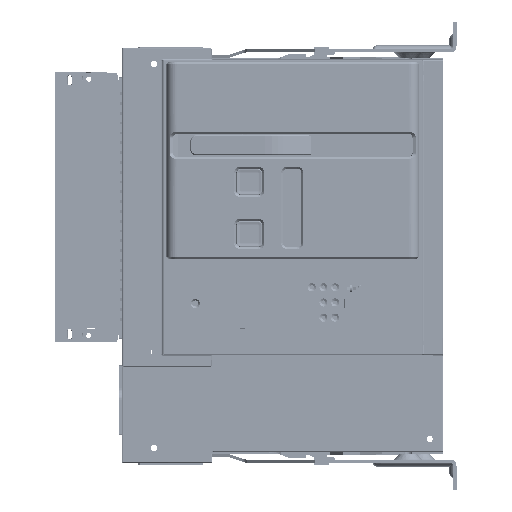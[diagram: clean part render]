
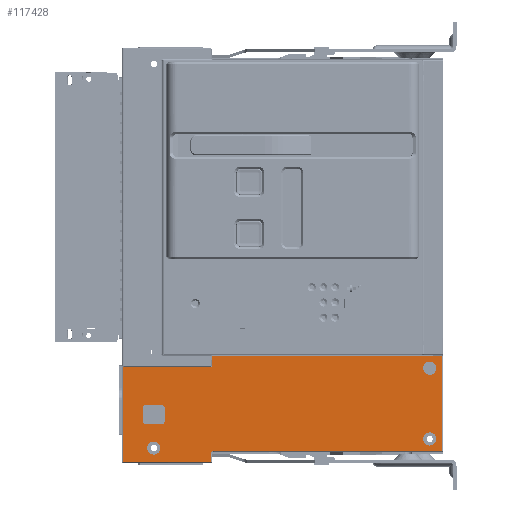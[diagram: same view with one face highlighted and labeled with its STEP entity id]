
A CAD part, left-side view. The second image highlights one B-rep face of the part: STEP entity #117428.
In plain terms, the highlighted planar face has unit normal (-1, 0, 0).
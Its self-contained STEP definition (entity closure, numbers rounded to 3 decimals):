
#7983=DIRECTION('',(0.,0.,-1.));
#7984=VECTOR('',#7983,94.);
#7985=CARTESIAN_POINT('',(-235.,317.,-14.5));
#7986=LINE('',#7985,#7984);
#8004=DIRECTION('',(0.,1.,0.));
#8005=VECTOR('',#8004,88.);
#8006=CARTESIAN_POINT('',(-235.,229.,-14.5));
#8007=LINE('',#8006,#8005);
#8068=DIRECTION('',(0.,1.,0.));
#8069=VECTOR('',#8068,227.);
#8070=CARTESIAN_POINT('',(-235.,1.,-3.5));
#8071=LINE('',#8070,#8069);
#27163=CARTESIAN_POINT('',(-235.,228.,-4.5));
#27164=DIRECTION('',(1.,0.,0.));
#27165=DIRECTION('',(0.,1.,0.));
#27166=AXIS2_PLACEMENT_3D('',#27163,#27164,#27165);
#27168=CARTESIAN_POINT('',(-235.,227.,-100.5));
#27169=DIRECTION('',(-1.,0.,0.));
#27170=DIRECTION('',(0.,0.,1.));
#27171=AXIS2_PLACEMENT_3D('',#27168,#27169,#27170);
#27173=CARTESIAN_POINT('',(-235.,286.5,-95.));
#27174=DIRECTION('',(-1.,0.,0.));
#27175=DIRECTION('',(0.,-1.,0.));
#27176=AXIS2_PLACEMENT_3D('',#27173,#27174,#27175);
#27178=CARTESIAN_POINT('',(-235.,286.5,-95.));
#27179=DIRECTION('',(-1.,0.,0.));
#27180=DIRECTION('',(0.,1.,0.));
#27181=AXIS2_PLACEMENT_3D('',#27178,#27179,#27180);
#27183=CARTESIAN_POINT('',(-235.,13.5,-86.));
#27184=DIRECTION('',(-1.,0.,0.));
#27185=DIRECTION('',(0.,-1.,0.));
#27186=AXIS2_PLACEMENT_3D('',#27183,#27184,#27185);
#27188=CARTESIAN_POINT('',(-235.,13.5,-86.));
#27189=DIRECTION('',(-1.,0.,0.));
#27190=DIRECTION('',(0.,1.,0.));
#27191=AXIS2_PLACEMENT_3D('',#27188,#27189,#27190);
#27193=CARTESIAN_POINT('',(-235.,13.5,-16.));
#27194=DIRECTION('',(-1.,0.,0.));
#27195=DIRECTION('',(0.,-1.,0.));
#27196=AXIS2_PLACEMENT_3D('',#27193,#27194,#27195);
#27198=CARTESIAN_POINT('',(-235.,13.5,-16.));
#27199=DIRECTION('',(-1.,0.,0.));
#27200=DIRECTION('',(0.,1.,0.));
#27201=AXIS2_PLACEMENT_3D('',#27198,#27199,#27200);
#27203=CARTESIAN_POINT('',(-235.,294.1,-68.1));
#27204=DIRECTION('',(-1.,0.,0.));
#27205=DIRECTION('',(0.,1.,0.));
#27206=AXIS2_PLACEMENT_3D('',#27203,#27204,#27205);
#27208=CARTESIAN_POINT('',(-235.,278.9,-68.1));
#27209=DIRECTION('',(-1.,0.,0.));
#27210=DIRECTION('',(0.,0.,-1.));
#27211=AXIS2_PLACEMENT_3D('',#27208,#27209,#27210);
#27213=CARTESIAN_POINT('',(-235.,278.9,-55.9));
#27214=DIRECTION('',(-1.,0.,0.));
#27215=DIRECTION('',(0.,-1.,0.));
#27216=AXIS2_PLACEMENT_3D('',#27213,#27214,#27215);
#27218=CARTESIAN_POINT('',(-235.,294.1,-55.9));
#27219=DIRECTION('',(-1.,0.,0.));
#27220=DIRECTION('',(0.,0.,1.));
#27221=AXIS2_PLACEMENT_3D('',#27218,#27219,#27220);
#27223=DIRECTION('',(0.,0.,-1.));
#27224=VECTOR('',#27223,10.);
#27225=CARTESIAN_POINT('',(-235.,229.,-4.5));
#27226=LINE('',#27225,#27224);
#27231=DIRECTION('',(0.,0.,1.));
#27232=VECTOR('',#27231,94.);
#27233=CARTESIAN_POINT('',(-235.,1.,-97.5));
#27234=LINE('',#27233,#27232);
#27259=DIRECTION('',(0.,-1.,0.));
#27260=VECTOR('',#27259,226.);
#27261=CARTESIAN_POINT('',(-235.,227.,-97.5));
#27262=LINE('',#27261,#27260);
#27286=DIRECTION('',(0.,0.,1.));
#27287=VECTOR('',#27286,8.);
#27288=CARTESIAN_POINT('',(-235.,230.,-108.5));
#27289=LINE('',#27288,#27287);
#27325=DIRECTION('',(0.,-1.,0.));
#27326=VECTOR('',#27325,87.);
#27327=CARTESIAN_POINT('',(-235.,317.,-108.5));
#27328=LINE('',#27327,#27326);
#28373=DIRECTION('',(0.,0.,1.));
#28374=VECTOR('',#28373,12.2);
#28375=CARTESIAN_POINT('',(-235.,297.5,-68.1));
#28376=LINE('',#28375,#28374);
#28385=DIRECTION('',(0.,-1.,0.));
#28386=VECTOR('',#28385,15.2);
#28387=CARTESIAN_POINT('',(-235.,294.1,-52.5));
#28388=LINE('',#28387,#28386);
#28397=DIRECTION('',(0.,0.,-1.));
#28398=VECTOR('',#28397,12.2);
#28399=CARTESIAN_POINT('',(-235.,275.5,-55.9));
#28400=LINE('',#28399,#28398);
#28409=DIRECTION('',(0.,1.,0.));
#28410=VECTOR('',#28409,15.2);
#28411=CARTESIAN_POINT('',(-235.,278.9,-71.5));
#28412=LINE('',#28411,#28410);
#67511=CARTESIAN_POINT('',(-235.,228.,-3.5));
#67512=VERTEX_POINT('',#67511);
#67513=CARTESIAN_POINT('',(-235.,229.,-4.5));
#67514=VERTEX_POINT('',#67513);
#67515=CARTESIAN_POINT('',(-235.,1.,-3.5));
#67516=VERTEX_POINT('',#67515);
#74331=CARTESIAN_POINT('',(-235.,7.,-16.));
#74332=CARTESIAN_POINT('',(-235.,20.,-16.));
#74333=VERTEX_POINT('',#74331);
#74334=VERTEX_POINT('',#74332);
#74335=CARTESIAN_POINT('',(-235.,317.,-14.5));
#74336=CARTESIAN_POINT('',(-235.,317.,-108.5));
#74337=VERTEX_POINT('',#74335);
#74338=VERTEX_POINT('',#74336);
#74339=CARTESIAN_POINT('',(-235.,229.,-14.5));
#74340=VERTEX_POINT('',#74339);
#74341=CARTESIAN_POINT('',(-235.,1.,-97.5));
#74342=VERTEX_POINT('',#74341);
#74343=CARTESIAN_POINT('',(-235.,227.,-97.5));
#74344=VERTEX_POINT('',#74343);
#74345=CARTESIAN_POINT('',(-235.,230.,-100.5));
#74346=VERTEX_POINT('',#74345);
#74347=CARTESIAN_POINT('',(-235.,230.,-108.5));
#74348=VERTEX_POINT('',#74347);
#74349=CARTESIAN_POINT('',(-235.,280.,-95.));
#74350=CARTESIAN_POINT('',(-235.,293.,-95.));
#74351=VERTEX_POINT('',#74349);
#74352=VERTEX_POINT('',#74350);
#74353=CARTESIAN_POINT('',(-235.,7.,-86.));
#74354=CARTESIAN_POINT('',(-235.,20.,-86.));
#74355=VERTEX_POINT('',#74353);
#74356=VERTEX_POINT('',#74354);
#74357=CARTESIAN_POINT('',(-235.,297.5,-68.1));
#74358=CARTESIAN_POINT('',(-235.,294.1,-71.5));
#74359=VERTEX_POINT('',#74357);
#74360=VERTEX_POINT('',#74358);
#74361=CARTESIAN_POINT('',(-235.,278.9,-71.5));
#74362=VERTEX_POINT('',#74361);
#74363=CARTESIAN_POINT('',(-235.,275.5,-68.1));
#74364=VERTEX_POINT('',#74363);
#74365=CARTESIAN_POINT('',(-235.,275.5,-55.9));
#74366=VERTEX_POINT('',#74365);
#74367=CARTESIAN_POINT('',(-235.,278.9,-52.5));
#74368=VERTEX_POINT('',#74367);
#74369=CARTESIAN_POINT('',(-235.,294.1,-52.5));
#74370=VERTEX_POINT('',#74369);
#74371=CARTESIAN_POINT('',(-235.,297.5,-55.9));
#74372=VERTEX_POINT('',#74371);
#117370=CARTESIAN_POINT('',(-235.,208.69,-66.53));
#117371=DIRECTION('',(-1.,0.,0.));
#117372=DIRECTION('',(0.,-1.,0.));
#117373=AXIS2_PLACEMENT_3D('',#117370,#117371,#117372);
#117374=PLANE('',#117373);
#117375=ORIENTED_EDGE('',*,*,#88767,.F.);
#117376=ORIENTED_EDGE('',*,*,#88791,.F.);
#117378=ORIENTED_EDGE('',*,*,#117377,.F.);
#117379=ORIENTED_EDGE('',*,*,#88862,.T.);
#117380=ORIENTED_EDGE('',*,*,#88882,.F.);
#117382=ORIENTED_EDGE('',*,*,#117381,.F.);
#117384=ORIENTED_EDGE('',*,*,#117383,.F.);
#117386=ORIENTED_EDGE('',*,*,#117385,.T.);
#117388=ORIENTED_EDGE('',*,*,#117387,.F.);
#117390=ORIENTED_EDGE('',*,*,#117389,.F.);
#117391=EDGE_LOOP('',(#117375,#117376,#117378,#117379,#117380,#117382,#117384,
#117386,#117388,#117390));
#117392=FACE_OUTER_BOUND('',#117391,.F.);
#117394=ORIENTED_EDGE('',*,*,#117393,.T.);
#117396=ORIENTED_EDGE('',*,*,#117395,.T.);
#117397=EDGE_LOOP('',(#117394,#117396));
#117398=FACE_BOUND('',#117397,.F.);
#117399=ORIENTED_EDGE('',*,*,#117360,.T.);
#117401=ORIENTED_EDGE('',*,*,#117400,.T.);
#117402=EDGE_LOOP('',(#117399,#117401));
#117403=FACE_BOUND('',#117402,.F.);
#117405=ORIENTED_EDGE('',*,*,#117404,.T.);
#117407=ORIENTED_EDGE('',*,*,#117406,.T.);
#117408=EDGE_LOOP('',(#117405,#117407));
#117409=FACE_BOUND('',#117408,.F.);
#117411=ORIENTED_EDGE('',*,*,#117410,.T.);
#117413=ORIENTED_EDGE('',*,*,#117412,.F.);
#117415=ORIENTED_EDGE('',*,*,#117414,.T.);
#117417=ORIENTED_EDGE('',*,*,#117416,.F.);
#117419=ORIENTED_EDGE('',*,*,#117418,.T.);
#117421=ORIENTED_EDGE('',*,*,#117420,.F.);
#117423=ORIENTED_EDGE('',*,*,#117422,.T.);
#117425=ORIENTED_EDGE('',*,*,#117424,.F.);
#117426=EDGE_LOOP('',(#117411,#117413,#117415,#117417,#117419,#117421,#117423,
#117425));
#117427=FACE_BOUND('',#117426,.F.);
#117428=ADVANCED_FACE('',(#117392,#117398,#117403,#117409,#117427),#117374,.T.);
#27167=CIRCLE('',#27166,1.);
#27172=CIRCLE('',#27171,3.);
#27177=CIRCLE('',#27176,6.5);
#27182=CIRCLE('',#27181,6.5);
#27187=CIRCLE('',#27186,6.5);
#27192=CIRCLE('',#27191,6.5);
#27197=CIRCLE('',#27196,6.5);
#27202=CIRCLE('',#27201,6.5);
#27207=CIRCLE('',#27206,3.4);
#27212=CIRCLE('',#27211,3.4);
#27217=CIRCLE('',#27216,3.4);
#27222=CIRCLE('',#27221,3.4);
#88767=EDGE_CURVE('',#74337,#74338,#7986,.T.);
#88791=EDGE_CURVE('',#74340,#74337,#8007,.T.);
#88862=EDGE_CURVE('',#67514,#67512,#27167,.T.);
#88882=EDGE_CURVE('',#67516,#67512,#8071,.T.);
#117360=EDGE_CURVE('',#74355,#74356,#27187,.T.);
#117377=EDGE_CURVE('',#67514,#74340,#27226,.T.);
#117381=EDGE_CURVE('',#74342,#67516,#27234,.T.);
#117383=EDGE_CURVE('',#74344,#74342,#27262,.T.);
#117385=EDGE_CURVE('',#74344,#74346,#27172,.T.);
#117387=EDGE_CURVE('',#74348,#74346,#27289,.T.);
#117389=EDGE_CURVE('',#74338,#74348,#27328,.T.);
#117393=EDGE_CURVE('',#74351,#74352,#27177,.T.);
#117395=EDGE_CURVE('',#74352,#74351,#27182,.T.);
#117400=EDGE_CURVE('',#74356,#74355,#27192,.T.);
#117404=EDGE_CURVE('',#74333,#74334,#27197,.T.);
#117406=EDGE_CURVE('',#74334,#74333,#27202,.T.);
#117410=EDGE_CURVE('',#74359,#74360,#27207,.T.);
#117412=EDGE_CURVE('',#74362,#74360,#28412,.T.);
#117414=EDGE_CURVE('',#74362,#74364,#27212,.T.);
#117416=EDGE_CURVE('',#74366,#74364,#28400,.T.);
#117418=EDGE_CURVE('',#74366,#74368,#27217,.T.);
#117420=EDGE_CURVE('',#74370,#74368,#28388,.T.);
#117422=EDGE_CURVE('',#74370,#74372,#27222,.T.);
#117424=EDGE_CURVE('',#74359,#74372,#28376,.T.);
